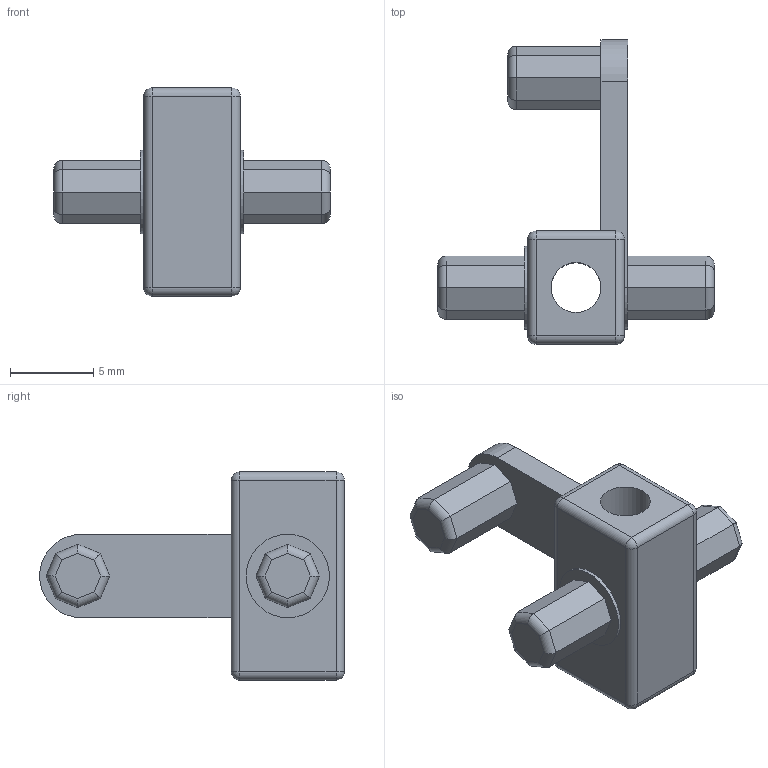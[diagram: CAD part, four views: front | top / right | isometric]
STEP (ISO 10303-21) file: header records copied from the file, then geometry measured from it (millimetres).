
FILE_DESCRIPTION(('FreeCAD Model'),'2;1');
FILE_NAME('Open CASCADE Shape Model','2025-06-22T11:07:39',('Author'),( ''),'Open CASCADE STEP processor 7.8','FreeCAD','Unknown');
FILE_SCHEMA(('AUTOMOTIVE_DESIGN { 1 0 10303 214 1 1 1 1 }'));
Length unit declared in the file: millimetre
Products named in the file (1): steer_shaft v14
Bounding box: 16.6 x 18.3 x 12.5 mm (x, y, z)
Volume: 658.3 mm3; surface area: 805.3 mm2
Topology: 1 solids, 1 shells, 87 faces, 195 edges, 114 vertices
Faces by surface type: cylinder 41, plane 38, sphere 8
Full cylindrical faces by diameter (mm): 3 x1, 5 x1
Entity records: 2389 total; most frequent: DIRECTION 429, CARTESIAN_POINT 397, ORIENTED_EDGE 390, EDGE_CURVE 195, AXIS2_PLACEMENT_3D 146, LINE 137, VECTOR 137, VERTEX_POINT 114
